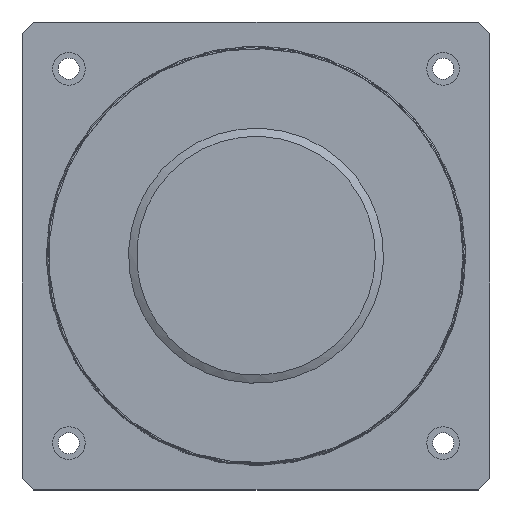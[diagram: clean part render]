
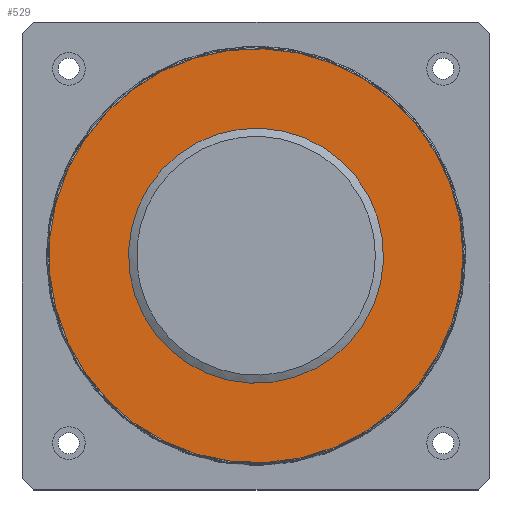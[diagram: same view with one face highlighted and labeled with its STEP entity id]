
A CAD part, top view. The second image highlights one B-rep face of the part: STEP entity #529.
In plain terms, the highlighted planar face has unit normal (0, 0, 1).
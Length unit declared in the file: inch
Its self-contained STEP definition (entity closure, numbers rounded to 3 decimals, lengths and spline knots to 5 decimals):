
#78=PLANE('',#609);
#156=FACE_BOUND('',#254,.T.);
#190=FACE_OUTER_BOUND('',#253,.T.);
#253=EDGE_LOOP('',(#486));
#254=EDGE_LOOP('',(#487));
#268=CIRCLE('',#563,2.00929);
#288=CIRCLE('',#608,3.48425);
#297=VERTEX_POINT('',#786);
#333=VERTEX_POINT('',#891);
#342=EDGE_CURVE('',#297,#297,#268,.T.);
#386=EDGE_CURVE('',#333,#333,#288,.T.);
#486=ORIENTED_EDGE('',*,*,#386,.T.);
#487=ORIENTED_EDGE('',*,*,#342,.T.);
#529=ADVANCED_FACE('',(#190,#156),#78,.T.);
#563=AXIS2_PLACEMENT_3D('',#787,#637,#638);
#608=AXIS2_PLACEMENT_3D('',#892,#751,#752);
#609=AXIS2_PLACEMENT_3D('',#893,#753,#754);
#637=DIRECTION('center_axis',(0.,0.,
-1.));
#638=DIRECTION('ref_axis',(-1.,0.,0.));
#751=DIRECTION('center_axis',(0.,0.,
1.));
#752=DIRECTION('ref_axis',(-0.669,0.743,0.));
#753=DIRECTION('center_axis',(0.,0.,
1.));
#754=DIRECTION('ref_axis',(0.669,-0.743,0.));
#786=CARTESIAN_POINT('',(-15.85755,16.43493,7.29234));
#787=CARTESIAN_POINT('Origin',(-17.86684,16.43493,7.29234));
#891=CARTESIAN_POINT('',(-15.53542,13.84562,7.29234));
#892=CARTESIAN_POINT('Origin',(-17.86684,16.43493,7.29234));
#893=CARTESIAN_POINT('Origin',(-17.86684,16.43493,7.29234));
